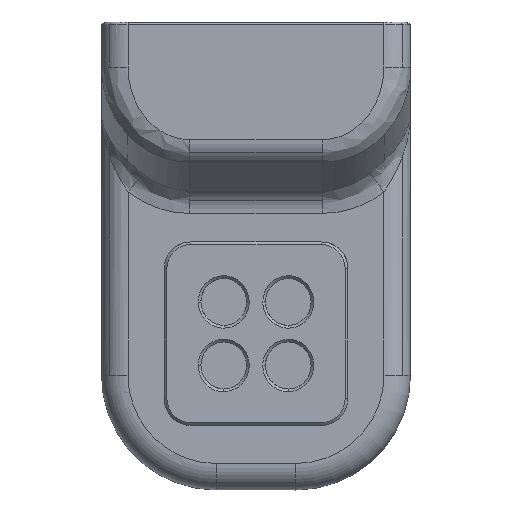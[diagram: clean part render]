
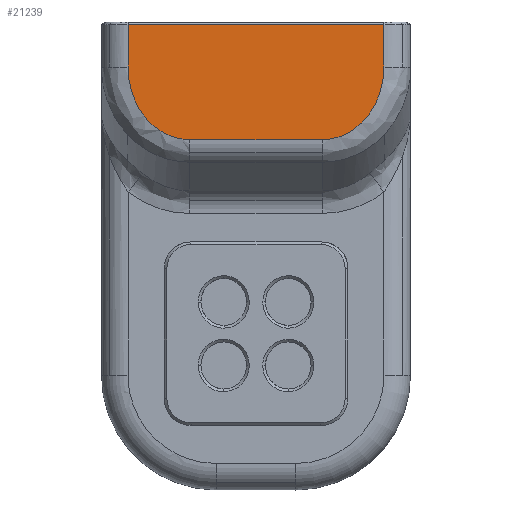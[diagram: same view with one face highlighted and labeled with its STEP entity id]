
A CAD part, top view. The second image highlights one B-rep face of the part: STEP entity #21239.
In plain terms, the highlighted planar face has unit normal (0, 0, 1).
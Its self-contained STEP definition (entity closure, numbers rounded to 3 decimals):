
#856=CARTESIAN_POINT('Vertex',(14.5,16.9,18.9)) ;
#860=CARTESIAN_POINT('Control Point',(14.5,16.9,18.9)) ;
#861=CARTESIAN_POINT('Control Point',(14.5,15.701,18.9)) ;
#862=CARTESIAN_POINT('Control Point',(14.312,14.506,18.9)) ;
#863=CARTESIAN_POINT('Control Point',(13.952,13.383,18.9)) ;
#864=CARTESIAN_POINT('Control Point',(13.412,12.336,18.9)) ;
#865=CARTESIAN_POINT('Control Point',(12.735,11.439,18.9)) ;
#866=CARTESIAN_POINT('Vertex',(12.735,11.439,18.9)) ;
#870=CARTESIAN_POINT('Control Point',(12.735,11.439,18.9)) ;
#871=CARTESIAN_POINT('Control Point',(12.709,11.404,18.9)) ;
#872=CARTESIAN_POINT('Control Point',(12.682,11.369,18.9)) ;
#873=CARTESIAN_POINT('Control Point',(12.655,11.334,18.9)) ;
#874=CARTESIAN_POINT('Vertex',(12.655,11.334,18.9)) ;
#878=CARTESIAN_POINT('Control Point',(12.655,11.334,18.9)) ;
#879=CARTESIAN_POINT('Control Point',(11.675,10.081,18.9)) ;
#880=CARTESIAN_POINT('Control Point',(10.398,9.144,18.9)) ;
#881=CARTESIAN_POINT('Control Point',(8.949,8.674,18.9)) ;
#882=CARTESIAN_POINT('Control Point',(7.5,8.674,18.9)) ;
#883=CARTESIAN_POINT('Vertex',(7.5,8.674,18.9)) ;
#1042=CARTESIAN_POINT('Vertex',(-7.5,8.674,18.9)) ;
#1046=CARTESIAN_POINT('Control Point',(-7.5,8.674,18.9)) ;
#1047=CARTESIAN_POINT('Control Point',(-7.995,8.674,18.9)) ;
#1048=CARTESIAN_POINT('Control Point',(-8.49,8.725,18.9)) ;
#1049=CARTESIAN_POINT('Control Point',(-8.958,8.826,18.9)) ;
#1050=CARTESIAN_POINT('Control Point',(-9.752,9.073,18.9)) ;
#1051=CARTESIAN_POINT('Control Point',(-10.517,9.459,18.9)) ;
#1052=CARTESIAN_POINT('Control Point',(-10.842,9.652,18.9)) ;
#1053=CARTESIAN_POINT('Control Point',(-11.268,9.95,18.9)) ;
#1054=CARTESIAN_POINT('Control Point',(-11.67,10.29,18.9)) ;
#1055=CARTESIAN_POINT('Control Point',(-11.768,10.377,18.9)) ;
#1056=CARTESIAN_POINT('Control Point',(-12.138,10.721,18.9)) ;
#1057=CARTESIAN_POINT('Control Point',(-12.483,11.101,18.9)) ;
#1058=CARTESIAN_POINT('Control Point',(-12.691,11.366,18.9)) ;
#1059=CARTESIAN_POINT('Control Point',(-13.06,11.874,18.9)) ;
#1060=CARTESIAN_POINT('Control Point',(-13.383,12.424,18.9)) ;
#1061=CARTESIAN_POINT('Control Point',(-13.548,12.728,18.9)) ;
#1062=CARTESIAN_POINT('Control Point',(-14.,13.715,18.9)) ;
#1063=CARTESIAN_POINT('Control Point',(-14.305,14.782,18.9)) ;
#1064=CARTESIAN_POINT('Control Point',(-14.435,15.481,18.9)) ;
#1065=CARTESIAN_POINT('Control Point',(-14.5,16.19,18.9)) ;
#1066=CARTESIAN_POINT('Control Point',(-14.5,16.9,18.9)) ;
#1067=CARTESIAN_POINT('Vertex',(-14.5,16.9,18.9)) ;
#1165=CARTESIAN_POINT('Line Origine',(0.,8.674,18.9)) ;
#21130=CARTESIAN_POINT('Line Origine',(14.5,22.,18.9)) ;
#21134=CARTESIAN_POINT('Vertex',(14.5,21.7,18.9)) ;
#21212=CARTESIAN_POINT('Axis2P3D Location',(0.,22.,18.9)) ;
#21217=CARTESIAN_POINT('Line Origine',(-14.5,19.3,18.9)) ;
#21221=CARTESIAN_POINT('Vertex',(-14.5,21.7,18.9)) ;
#21224=CARTESIAN_POINT('Line Origine',(0.,21.7,18.9)) ;
#1166=DIRECTION('Vector Direction',(-1.,0.,0.)) ;
#21131=DIRECTION('Vector Direction',(0.,-1.,0.)) ;
#21213=DIRECTION('Axis2P3D Direction',(-0.,0.,1.)) ;
#21214=DIRECTION('Axis2P3D XDirection',(0.,-1.,0.)) ;
#21218=DIRECTION('Vector Direction',(0.,1.,0.)) ;
#21225=DIRECTION('Vector Direction',(1.,0.,0.)) ;
#21215=AXIS2_PLACEMENT_3D('Plane Axis2P3D',#21212,#21213,#21214) ;
#21230=ORIENTED_EDGE('',*,*,#21223,.F.) ;
#21231=ORIENTED_EDGE('',*,*,#1069,.F.) ;
#21232=ORIENTED_EDGE('',*,*,#1169,.F.) ;
#21233=ORIENTED_EDGE('',*,*,#885,.F.) ;
#21234=ORIENTED_EDGE('',*,*,#876,.F.) ;
#21235=ORIENTED_EDGE('',*,*,#868,.F.) ;
#21236=ORIENTED_EDGE('',*,*,#21136,.F.) ;
#21237=ORIENTED_EDGE('',*,*,#21228,.T.) ;
#1167=VECTOR('Line Direction',#1166,1.) ;
#21132=VECTOR('Line Direction',#21131,1.) ;
#21219=VECTOR('Line Direction',#21218,1.) ;
#21226=VECTOR('Line Direction',#21225,1.) ;
#21239=ADVANCED_FACE('Body.3',(#21238),#21216,.T.) ;
#859=B_SPLINE_CURVE_WITH_KNOTS('',5,(#860,#861,#862,#863,#864,#865),.UNSPECIFIED.,.F.,.U.,(6,6),(0.,10.406),.UNSPECIFIED.) ;
#869=B_SPLINE_CURVE_WITH_KNOTS('',3,(#870,#871,#872,#873),.UNSPECIFIED.,.F.,.U.,(4,4),(5.215,5.376),.UNSPECIFIED.) ;
#877=B_SPLINE_CURVE_WITH_KNOTS('',4,(#878,#879,#880,#881,#882),.UNSPECIFIED.,.F.,.U.,(5,5),(0.,11.824),.UNSPECIFIED.) ;
#1045=B_SPLINE_CURVE_WITH_KNOTS('',5,(#1046,#1047,#1048,#1049,#1050,#1051,#1052,#1053,#1054,#1055,#1056,#1057,#1058,#1059,#1060,#1061,#1062,#1063,#1064,#1065,#1066),.UNSPECIFIED.,.F.,.U.,(6,3,3,3,3,3,6),(0.,5.057,8.856,10.113,13.672,17.231,23.395),.UNSPECIFIED.) ;
#868=EDGE_CURVE('',#857,#867,#859,.T.) ;
#876=EDGE_CURVE('',#867,#875,#869,.T.) ;
#885=EDGE_CURVE('',#875,#884,#877,.T.) ;
#1069=EDGE_CURVE('',#1043,#1068,#1045,.T.) ;
#1169=EDGE_CURVE('',#884,#1043,#1168,.T.) ;
#21136=EDGE_CURVE('',#21135,#857,#21133,.T.) ;
#21223=EDGE_CURVE('',#1068,#21222,#21220,.T.) ;
#21228=EDGE_CURVE('',#21135,#21222,#21227,.F.) ;
#21229=EDGE_LOOP('',(#21230,#21231,#21232,#21233,#21234,#21235,#21236,#21237)) ;
#21238=FACE_OUTER_BOUND('',#21229,.T.) ;
#1168=LINE('Line',#1165,#1167) ;
#21133=LINE('Line',#21130,#21132) ;
#21220=LINE('Line',#21217,#21219) ;
#21227=LINE('Line',#21224,#21226) ;
#21216=PLANE('Plane',#21215) ;
#857=VERTEX_POINT('',#856) ;
#867=VERTEX_POINT('',#866) ;
#875=VERTEX_POINT('',#874) ;
#884=VERTEX_POINT('',#883) ;
#1043=VERTEX_POINT('',#1042) ;
#1068=VERTEX_POINT('',#1067) ;
#21135=VERTEX_POINT('',#21134) ;
#21222=VERTEX_POINT('',#21221) ;
